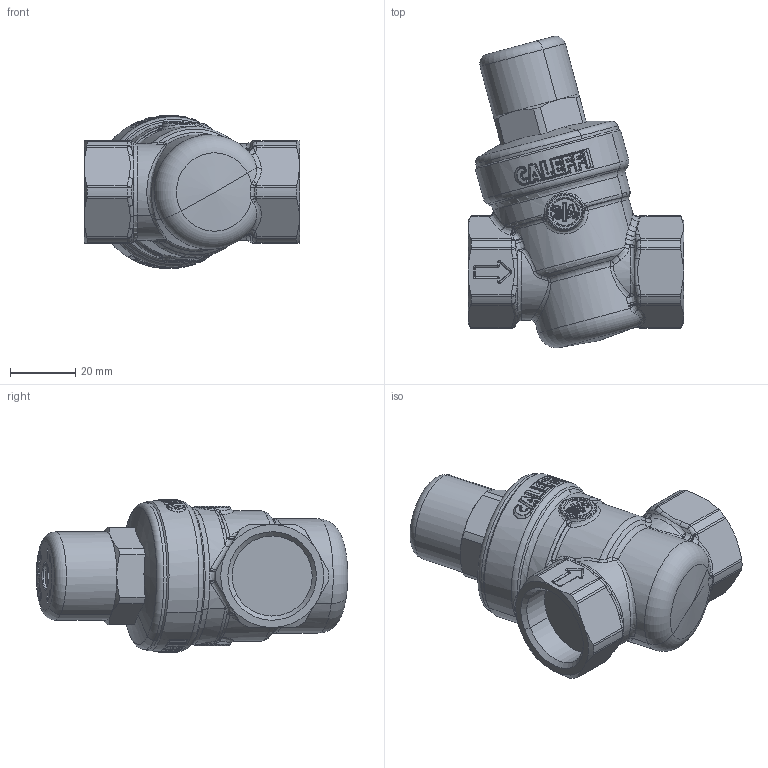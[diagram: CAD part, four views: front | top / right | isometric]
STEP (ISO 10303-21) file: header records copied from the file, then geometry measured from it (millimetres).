
FILE_DESCRIPTION(('CATIA V5 STEP Exchange','CAx-IF Rec.Pracs.--- Model Styling and Organization---1.4--- 2014-01-23','CAx-IF Rec.Pracs.---3D Tessellated Data Validation Properties---0.5---2014-09-14'),'2;1');
FILE_NAME('STEP_533051_-_TST.stp','2021-10-20T11:19:38+00:00',('none'),('none'),'CATIA Version 5-6 Release 2019 SP3','CATIA V5 STEP AP242 v1','none');
FILE_SCHEMA(('AP242_MANAGED_MODEL_BASED_3D_ENGINEERING_MIM_LF {1 0 10303 442 1 1 4}'));
Length unit declared in the file: millimetre
Products named in the file (1): 533051 - TST
Bounding box: 66 x 95.33 x 46.8 mm (x, y, z)
Volume: 113887.3 mm3; surface area: 17624.7 mm2
Topology: 1 solids, 1 shells, 1716 faces, 4042 edges, 2127 vertices
Faces by surface type: bspline 732, cylinder 345, sphere 218, plane 217, torus 125, cone 79
Entity records: 82519 total; most frequent: CARTESIAN_POINT 52424, ORIENTED_EDGE 7628, EDGE_CURVE 3814, DIRECTION 3375, VERTEX_POINT 2127, B_SPLINE_CURVE_WITH_KNOTS 2105, EDGE_LOOP 1743, AXIS2_PLACEMENT_3D 1729
